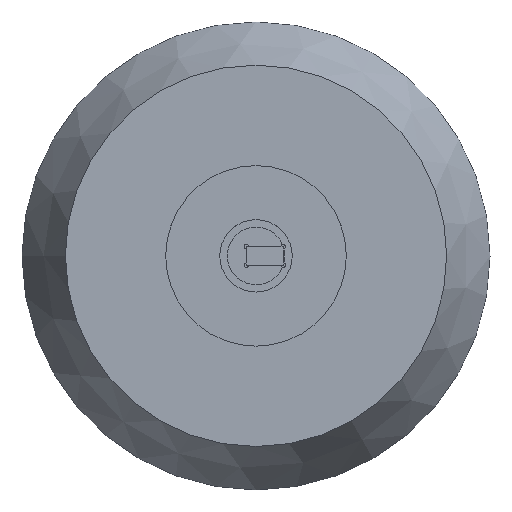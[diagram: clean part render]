
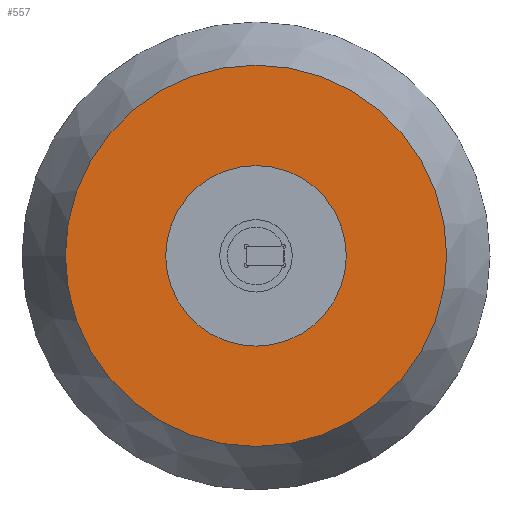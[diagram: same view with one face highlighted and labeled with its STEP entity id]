
A CAD part, top view. The second image highlights one B-rep face of the part: STEP entity #557.
In plain terms, the highlighted planar face has unit normal (0, 0, 1).
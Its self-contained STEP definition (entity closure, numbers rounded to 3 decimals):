
#20=FACE_BOUND('',#114,.T.);
#44=PLANE('',#632);
#76=FACE_OUTER_BOUND('',#113,.T.);
#113=EDGE_LOOP('',(#487));
#114=EDGE_LOOP('',(#488));
#149=CIRCLE('',#631,122.5);
#150=CIRCLE('',#633,58.);
#282=VERTEX_POINT('',#1247);
#283=VERTEX_POINT('',#1251);
#354=EDGE_CURVE('',#282,#282,#149,.T.);
#356=EDGE_CURVE('',#283,#283,#150,.T.);
#487=ORIENTED_EDGE('',*,*,#354,.T.);
#488=ORIENTED_EDGE('',*,*,#356,.F.);
#557=ADVANCED_FACE('',(#76,#20),#44,.T.);
#631=AXIS2_PLACEMENT_3D('',#1248,#783,#784);
#632=AXIS2_PLACEMENT_3D('',#1250,#786,#787);
#633=AXIS2_PLACEMENT_3D('',#1252,#788,#789);
#783=DIRECTION('center_axis',(0.,0.,1.));
#784=DIRECTION('ref_axis',(1.,0.,0.));
#786=DIRECTION('center_axis',(0.,0.,1.));
#787=DIRECTION('ref_axis',(1.,0.,0.));
#788=DIRECTION('center_axis',(0.,0.,1.));
#789=DIRECTION('ref_axis',(1.,0.,0.));
#1247=CARTESIAN_POINT('',(-122.5,0.,55.));
#1248=CARTESIAN_POINT('Origin',(0.,0.,55.));
#1250=CARTESIAN_POINT('Origin',(58.,0.,55.));
#1251=CARTESIAN_POINT('',(-58.,0.,55.));
#1252=CARTESIAN_POINT('Origin',(0.,0.,55.));
